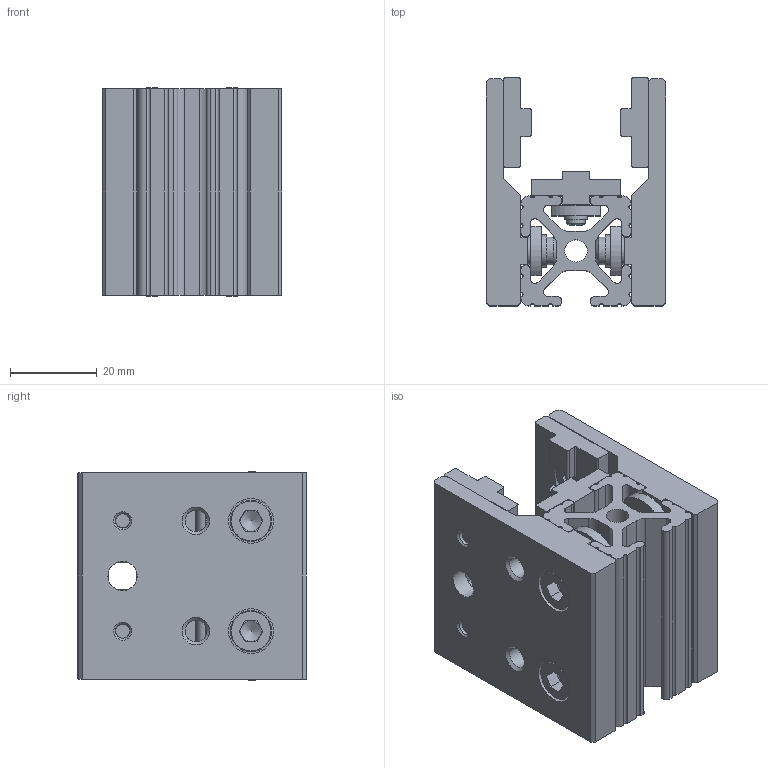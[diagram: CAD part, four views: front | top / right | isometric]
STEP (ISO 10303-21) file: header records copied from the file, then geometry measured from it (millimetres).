
FILE_DESCRIPTION(/* description */ ('STEP AP214'),/* implementation_level */ '2;1');
FILE_NAME(/* name */ '6730',/* time_stamp */ '2024-02-12T22:52:35+01:00',/* author */ ('License CC BY-ND 4.0'),/* organization */ ('CADENAS'),/* preprocessor_version */ 'ST-DEVELOPER v19.3',/* originating_system */ 'PARTsolutions',/* authorisation */ ' ');
FILE_SCHEMA (('AUTOMOTIVE_DESIGN {1 0 10303 214 3 1 1}'));
Length unit declared in the file: inch
Products named in the file (10): 6730; 1010-1.87-CL; 6760_p; 6705_p; 8-32_1; 3058; 3280; 6792_p; FHSCS-8-32; 3281
Assembly tree (19 placements, depth 2):
  6730
    1010-1.87-CL
    6760_p  x2
    6705_p  x2
    8-32_1  x4
    3058  x4
    3280  x2
    6792_p
    FHSCS-8-32  x2
    3281
Bounding box: 41.25 x 52.6 x 48.01 mm (x, y, z)
Volume: 59107.2 mm3; surface area: 40565.5 mm2
Topology: 19 solids, 19 shells, 527 faces, 1349 edges, 860 vertices
Faces by surface type: plane 304, cylinder 157, cone 62, torus 4
Full cylindrical faces by diameter (mm): 3.307 x6, 4.166 x6, 4.318 x2, 4.496 x4, 4.976 x8, 5.156 x2, 5.207 x1, 6.35 x4, 6.528 x4, 6.731 x2, 6.901 x4, 7.544 x4, 9.525 x4, 10.312 x4
Entity records: 8986 total; most frequent: CARTESIAN_POINT 1581, DIRECTION 1524, ORIENTED_EDGE 1396, EDGE_CURVE 698, AXIS2_PLACEMENT_3D 547, VERTEX_POINT 484, LINE 430, VECTOR 430
